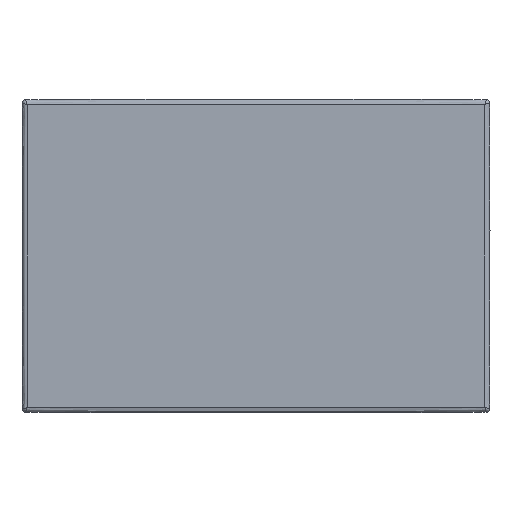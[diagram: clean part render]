
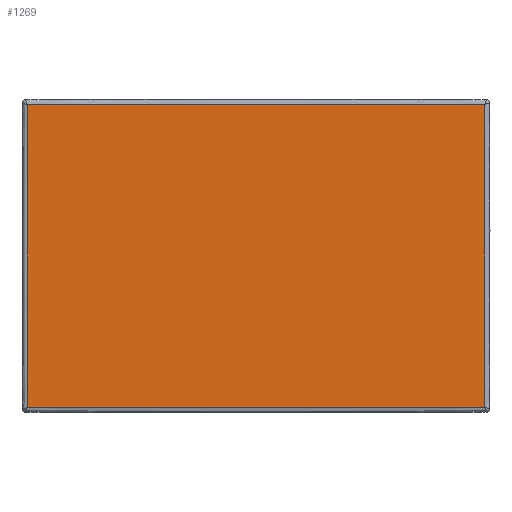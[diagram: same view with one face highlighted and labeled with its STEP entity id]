
A CAD part, front view. The second image highlights one B-rep face of the part: STEP entity #1269.
In plain terms, the highlighted planar face has unit normal (0, -1, 0).
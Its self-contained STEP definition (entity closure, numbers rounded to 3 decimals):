
#77=PLANE('',#1374);
#97=B_SPLINE_CURVE_WITH_KNOTS('',3,(#2193,#2194,#2195,#2196),
 .UNSPECIFIED.,.F.,.F.,(4,4),(0.019,1.885),
 .UNSPECIFIED.);
#113=B_SPLINE_CURVE_WITH_KNOTS('',3,(#2661,#2662,#2663,#2664),
 .UNSPECIFIED.,.F.,.F.,(4,4),(0.019,1.885),
 .UNSPECIFIED.);
#117=B_SPLINE_CURVE_WITH_KNOTS('',3,(#2841,#2842,#2843,#2844),
 .UNSPECIFIED.,.F.,.F.,(4,4),(0.023,2.843),
 .UNSPECIFIED.);
#119=B_SPLINE_CURVE_WITH_KNOTS('',3,(#2902,#2903,#2904,#2905),
 .UNSPECIFIED.,.F.,.F.,(4,4),(0.023,2.843),
 .UNSPECIFIED.);
#156=FACE_OUTER_BOUND('',#248,.T.);
#248=EDGE_LOOP('',(#959,#960,#961,#962));
#551=VERTEX_POINT('',#2125);
#554=VERTEX_POINT('',#2182);
#561=VERTEX_POINT('',#2388);
#568=VERTEX_POINT('',#2612);
#674=EDGE_CURVE('',#554,#551,#97,.T.);
#698=EDGE_CURVE('',#561,#568,#113,.T.);
#704=EDGE_CURVE('',#568,#554,#117,.T.);
#707=EDGE_CURVE('',#551,#561,#119,.T.);
#959=ORIENTED_EDGE('',*,*,#698,.F.);
#960=ORIENTED_EDGE('',*,*,#707,.F.);
#961=ORIENTED_EDGE('',*,*,#674,.F.);
#962=ORIENTED_EDGE('',*,*,#704,.F.);
#1269=ADVANCED_FACE('',(#156),#77,.F.);
#1374=AXIS2_PLACEMENT_3D('',#2906,#1584,#1585);
#1584=DIRECTION('center_axis',(0.,1.,0.));
#1585=DIRECTION('ref_axis',(0.,0.,1.));
#2125=CARTESIAN_POINT('',(14.101,-72.5,-7.333));
#2182=CARTESIAN_POINT('',(14.101,-72.5,11.333));
#2193=CARTESIAN_POINT('Ctrl Pts',(14.101,-72.5,11.333));
#2194=CARTESIAN_POINT('Ctrl Pts',(14.123,-72.5,5.111));
#2195=CARTESIAN_POINT('Ctrl Pts',(14.123,-72.5,-1.111));
#2196=CARTESIAN_POINT('Ctrl Pts',(14.101,-72.5,-7.333));
#2388=CARTESIAN_POINT('',(-14.101,-72.5,-7.333));
#2612=CARTESIAN_POINT('',(-14.101,-72.5,11.333));
#2661=CARTESIAN_POINT('Ctrl Pts',(-14.101,-72.5,-7.333));
#2662=CARTESIAN_POINT('Ctrl Pts',(-14.123,-72.5,-1.111));
#2663=CARTESIAN_POINT('Ctrl Pts',(-14.123,-72.5,5.111));
#2664=CARTESIAN_POINT('Ctrl Pts',(-14.101,-72.5,11.333));
#2841=CARTESIAN_POINT('Ctrl Pts',(-14.101,-72.5,11.333));
#2842=CARTESIAN_POINT('Ctrl Pts',(-4.7,-72.5,11.386));
#2843=CARTESIAN_POINT('Ctrl Pts',(4.7,-72.5,11.386));
#2844=CARTESIAN_POINT('Ctrl Pts',(14.101,-72.5,11.333));
#2902=CARTESIAN_POINT('Ctrl Pts',(14.101,-72.5,-7.333));
#2903=CARTESIAN_POINT('Ctrl Pts',(4.7,-72.5,-7.386));
#2904=CARTESIAN_POINT('Ctrl Pts',(-4.7,-72.5,-7.386));
#2905=CARTESIAN_POINT('Ctrl Pts',(-14.101,-72.5,-7.333));
#2906=CARTESIAN_POINT('Origin',(0.,-72.5,2.));
